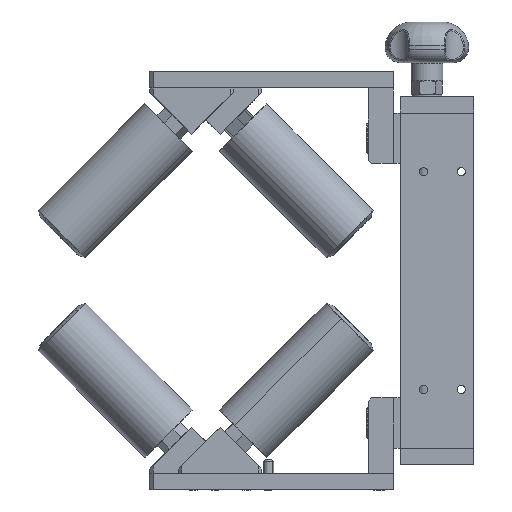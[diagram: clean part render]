
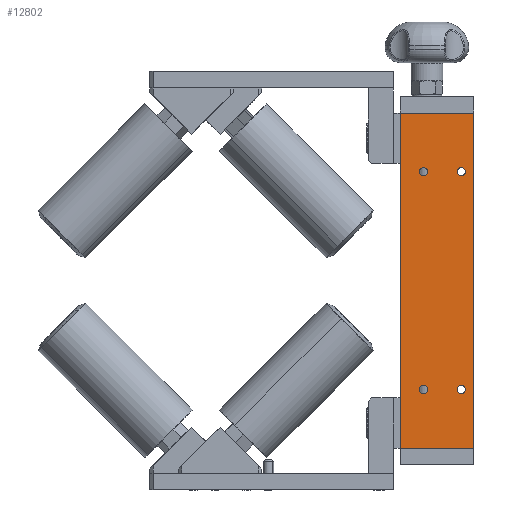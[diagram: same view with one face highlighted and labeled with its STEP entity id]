
A CAD part, left-side view. The second image highlights one B-rep face of the part: STEP entity #12802.
In plain terms, the highlighted planar face has unit normal (-1, 0, 0).
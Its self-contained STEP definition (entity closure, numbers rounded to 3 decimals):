
#83 = EDGE_CURVE ( 'NONE', #9272, #4021, #23609, .T. ) ;
#349 = CARTESIAN_POINT ( 'NONE',  ( -25., 44., -100. ) ) ;
#594 = AXIS2_PLACEMENT_3D ( 'NONE', #6040, #18846, #22569 ) ;
#666 = DIRECTION ( 'NONE',  ( -1., 0., 0. ) ) ;
#712 = AXIS2_PLACEMENT_3D ( 'NONE', #12281, #21321, #19866 ) ;
#859 = FACE_BOUND ( 'NONE', #5939, .T. ) ;
#1099 = DIRECTION ( 'NONE',  ( 0., 0., 1. ) ) ;
#1181 = EDGE_CURVE ( 'NONE', #20773, #17440, #10087, .T. ) ;
#1946 = CARTESIAN_POINT ( 'NONE',  ( -25., 7.5, -65. ) ) ;
#2244 = AXIS2_PLACEMENT_3D ( 'NONE', #3137, #2888, #21350 ) ;
#2292 = VERTEX_POINT ( 'NONE', #349 ) ;
#2575 = CARTESIAN_POINT ( 'NONE',  ( -25., 7.5, 65. ) ) ;
#2578 = CARTESIAN_POINT ( 'NONE',  ( -25., 30., 62.5 ) ) ;
#2888 = DIRECTION ( 'NONE',  ( 1., 0., 0. ) ) ;
#2986 = DIRECTION ( 'NONE',  ( 0., 0., -1. ) ) ;
#3137 = CARTESIAN_POINT ( 'NONE',  ( -25., 44., 100. ) ) ;
#3488 = CARTESIAN_POINT ( 'NONE',  ( -25., 7.5, -65. ) ) ;
#3953 = DIRECTION ( 'NONE',  ( -1., 0., 0. ) ) ;
#4021 = VERTEX_POINT ( 'NONE', #7662 ) ;
#4175 = VERTEX_POINT ( 'NONE', #4418 ) ;
#4363 = EDGE_LOOP ( 'NONE', ( #18955, #13767 ) ) ;
#4418 = CARTESIAN_POINT ( 'NONE',  ( -25., 7.5, -67.5 ) ) ;
#4460 = CARTESIAN_POINT ( 'NONE',  ( -25., 7.5, 67.5 ) ) ;
#4708 = DIRECTION ( 'NONE',  ( -1., 0., 0. ) ) ;
#4897 = DIRECTION ( 'NONE',  ( 0., 0., -1. ) ) ;
#5021 = LINE ( 'NONE', #17687, #8959 ) ;
#5151 = ORIENTED_EDGE ( 'NONE', *, *, #7152, .T. ) ;
#5267 = VECTOR ( 'NONE', #21322, 1000. ) ;
#5287 = PLANE ( 'NONE',  #2244 ) ;
#5562 = EDGE_CURVE ( 'NONE', #16272, #6955, #8014, .T. ) ;
#5756 = CARTESIAN_POINT ( 'NONE',  ( -25., 30., -65. ) ) ;
#5866 = CARTESIAN_POINT ( 'NONE',  ( -25., 30., -67.5 ) ) ;
#5939 = EDGE_LOOP ( 'NONE', ( #20200, #13621 ) ) ;
#6040 = CARTESIAN_POINT ( 'NONE',  ( -25., 30., 65. ) ) ;
#6358 = EDGE_LOOP ( 'NONE', ( #8638, #19763 ) ) ;
#6390 = FACE_BOUND ( 'NONE', #6358, .T. ) ;
#6468 = EDGE_LOOP ( 'NONE', ( #8894, #19826 ) ) ;
#6608 = CARTESIAN_POINT ( 'NONE',  ( -25., 44., -100. ) ) ;
#6725 = LINE ( 'NONE', #14071, #17985 ) ;
#6746 = CARTESIAN_POINT ( 'NONE',  ( -25., 44., 100. ) ) ;
#6795 = CARTESIAN_POINT ( 'NONE',  ( -25., 30., 67.5 ) ) ;
#6833 = ORIENTED_EDGE ( 'NONE', *, *, #7186, .F. ) ;
#6955 = VERTEX_POINT ( 'NONE', #16739 ) ;
#7063 = VECTOR ( 'NONE', #20099, 1000. ) ;
#7152 = EDGE_CURVE ( 'NONE', #2292, #11116, #10356, .T. ) ;
#7186 = EDGE_CURVE ( 'NONE', #4021, #11116, #6725, .T. ) ;
#7287 = AXIS2_PLACEMENT_3D ( 'NONE', #12074, #4708, #1099 ) ;
#7662 = CARTESIAN_POINT ( 'NONE',  ( -25., 0., 100. ) ) ;
#8014 = CIRCLE ( 'NONE', #11143, 2.5 ) ;
#8220 = VERTEX_POINT ( 'NONE', #12236 ) ;
#8638 = ORIENTED_EDGE ( 'NONE', *, *, #5562, .F. ) ;
#8894 = ORIENTED_EDGE ( 'NONE', *, *, #15807, .F. ) ;
#8959 = VECTOR ( 'NONE', #4897, 1000. ) ;
#9006 = DIRECTION ( 'NONE',  ( 0., 0., 1. ) ) ;
#9272 = VERTEX_POINT ( 'NONE', #6746 ) ;
#9958 = AXIS2_PLACEMENT_3D ( 'NONE', #1946, #18820, #15082 ) ;
#10015 = FACE_BOUND ( 'NONE', #6468, .T. ) ;
#10087 = CIRCLE ( 'NONE', #22049, 2.5 ) ;
#10356 = LINE ( 'NONE', #6608, #5267 ) ;
#10740 = CIRCLE ( 'NONE', #712, 2.5 ) ;
#11002 = CIRCLE ( 'NONE', #594, 2.5 ) ;
#11116 = VERTEX_POINT ( 'NONE', #18744 ) ;
#11143 = AXIS2_PLACEMENT_3D ( 'NONE', #19272, #17451, #12592 ) ;
#11337 = DIRECTION ( 'NONE',  ( 0., 0., 1. ) ) ;
#12074 = CARTESIAN_POINT ( 'NONE',  ( -25., 30., 65. ) ) ;
#12236 = CARTESIAN_POINT ( 'NONE',  ( -25., 7.5, -62.5 ) ) ;
#12281 = CARTESIAN_POINT ( 'NONE',  ( -25., 30., -65. ) ) ;
#12323 = EDGE_LOOP ( 'NONE', ( #5151, #6833, #23747, #12816 ) ) ;
#12592 = DIRECTION ( 'NONE',  ( 0., 0., 1. ) ) ;
#12680 = EDGE_CURVE ( 'NONE', #8220, #4175, #23444, .T. ) ;
#12802 = ADVANCED_FACE ( 'NONE', ( #10015, #17368, #859, #6390, #13757 ), #5287, .F. ) ;
#12816 = ORIENTED_EDGE ( 'NONE', *, *, #18577, .T. ) ;
#12894 = CIRCLE ( 'NONE', #17912, 2.5 ) ;
#13533 = EDGE_CURVE ( 'NONE', #20145, #14871, #18858, .T. ) ;
#13621 = ORIENTED_EDGE ( 'NONE', *, *, #21975, .F. ) ;
#13757 = FACE_OUTER_BOUND ( 'NONE', #12323, .T. ) ;
#13767 = ORIENTED_EDGE ( 'NONE', *, *, #19324, .F. ) ;
#14071 = CARTESIAN_POINT ( 'NONE',  ( -25., 0., 100. ) ) ;
#14347 = CIRCLE ( 'NONE', #18943, 2.5 ) ;
#14847 = EDGE_CURVE ( 'NONE', #6955, #16272, #12894, .T. ) ;
#14871 = VERTEX_POINT ( 'NONE', #6795 ) ;
#15082 = DIRECTION ( 'NONE',  ( 0., 0., 1. ) ) ;
#15807 = EDGE_CURVE ( 'NONE', #14871, #20145, #11002, .T. ) ;
#16272 = VERTEX_POINT ( 'NONE', #4460 ) ;
#16739 = CARTESIAN_POINT ( 'NONE',  ( -25., 7.5, 62.5 ) ) ;
#16821 = DIRECTION ( 'NONE',  ( 0., 0., 1. ) ) ;
#17368 = FACE_BOUND ( 'NONE', #4363, .T. ) ;
#17440 = VERTEX_POINT ( 'NONE', #5866 ) ;
#17451 = DIRECTION ( 'NONE',  ( -1., 0., 0. ) ) ;
#17687 = CARTESIAN_POINT ( 'NONE',  ( -25., 44., 100. ) ) ;
#17912 = AXIS2_PLACEMENT_3D ( 'NONE', #2575, #666, #16821 ) ;
#17985 = VECTOR ( 'NONE', #2986, 1000. ) ;
#18059 = CARTESIAN_POINT ( 'NONE',  ( -25., 44., 100. ) ) ;
#18577 = EDGE_CURVE ( 'NONE', #9272, #2292, #5021, .T. ) ;
#18744 = CARTESIAN_POINT ( 'NONE',  ( -25., 0., -100. ) ) ;
#18820 = DIRECTION ( 'NONE',  ( -1., 0., 0. ) ) ;
#18846 = DIRECTION ( 'NONE',  ( -1., 0., 0. ) ) ;
#18858 = CIRCLE ( 'NONE', #7287, 2.5 ) ;
#18943 = AXIS2_PLACEMENT_3D ( 'NONE', #3488, #21826, #9006 ) ;
#18955 = ORIENTED_EDGE ( 'NONE', *, *, #12680, .F. ) ;
#19272 = CARTESIAN_POINT ( 'NONE',  ( -25., 7.5, 65. ) ) ;
#19324 = EDGE_CURVE ( 'NONE', #4175, #8220, #14347, .T. ) ;
#19763 = ORIENTED_EDGE ( 'NONE', *, *, #14847, .F. ) ;
#19826 = ORIENTED_EDGE ( 'NONE', *, *, #13533, .F. ) ;
#19866 = DIRECTION ( 'NONE',  ( 0., 0., 1. ) ) ;
#20099 = DIRECTION ( 'NONE',  ( 0., -1., 0. ) ) ;
#20145 = VERTEX_POINT ( 'NONE', #2578 ) ;
#20200 = ORIENTED_EDGE ( 'NONE', *, *, #1181, .F. ) ;
#20773 = VERTEX_POINT ( 'NONE', #22635 ) ;
#21321 = DIRECTION ( 'NONE',  ( -1., 0., 0. ) ) ;
#21322 = DIRECTION ( 'NONE',  ( 0., -1., 0. ) ) ;
#21350 = DIRECTION ( 'NONE',  ( 0., 1., 0. ) ) ;
#21826 = DIRECTION ( 'NONE',  ( -1., 0., 0. ) ) ;
#21975 = EDGE_CURVE ( 'NONE', #17440, #20773, #10740, .T. ) ;
#22049 = AXIS2_PLACEMENT_3D ( 'NONE', #5756, #3953, #11337 ) ;
#22569 = DIRECTION ( 'NONE',  ( 0., 0., 1. ) ) ;
#22635 = CARTESIAN_POINT ( 'NONE',  ( -25., 30., -62.5 ) ) ;
#23444 = CIRCLE ( 'NONE', #9958, 2.5 ) ;
#23609 = LINE ( 'NONE', #18059, #7063 ) ;
#23747 = ORIENTED_EDGE ( 'NONE', *, *, #83, .F. ) ;
